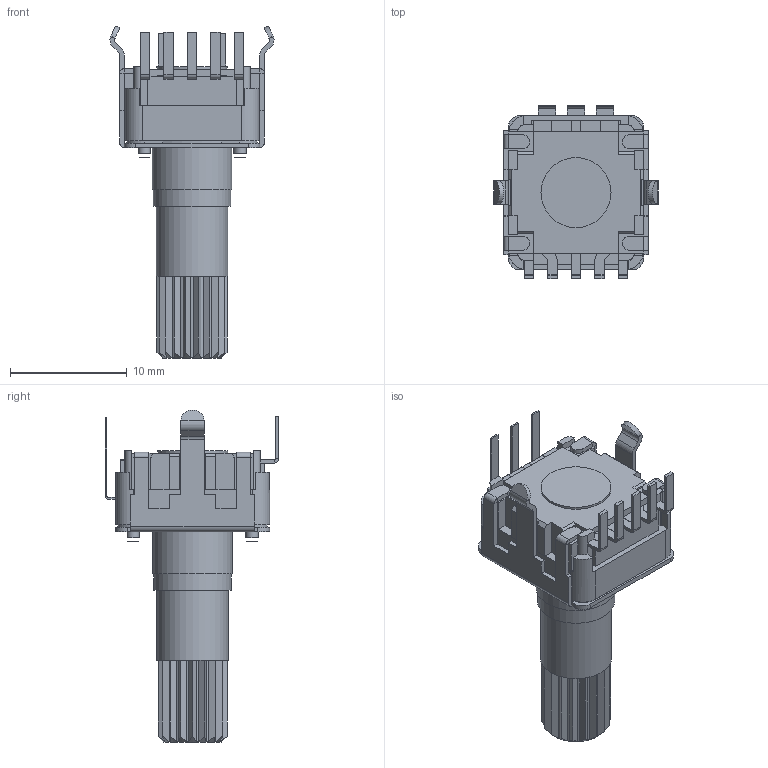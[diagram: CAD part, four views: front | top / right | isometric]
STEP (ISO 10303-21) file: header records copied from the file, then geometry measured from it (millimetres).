
FILE_DESCRIPTION(('CAx-IF Rec.Pracs.---Model Styling and Organization---1.5---2016-08-15','CAx-IF Rec.Pracs.---Geometric and Assembly Validation Properties---4.4---2016-08-17','CAx-IF Rec.Pracs.---User Defined Attributes---1.5---2016-08-15','CAx-IF Rec.Pracs.---External References---2.1---2005-01-19'),'2;1');
FILE_NAME('349133.step','2024-12-29T15:22:42',('Unspecified'),('Unspecified'),'CAD Exchanger 3.10.2 (cadexchanger.com)','Unspecified','');
FILE_SCHEMA(('AUTOMOTIVE_DESIGN { 1 0 10303 214 1 1 1 1 }'));
Length unit declared in the file: millimetre
Products named in the file (1): DC12S24214KM02
Bounding box: 14.05 x 14.89 x 28.44 mm (x, y, z)
Volume: 1253 mm3; surface area: 2481.4 mm2
Topology: 1 solids, 1 shells, 828 faces, 2329 edges, 1496 vertices
Faces by surface type: plane 556, cylinder 201, bspline 64, cone 6, torus 1
Full cylindrical faces by diameter (mm): 0.6 x3, 1.031 x1, 1.067 x1, 1.2 x4, 1.3 x4, 5.5 x1, 6 x2, 6.1 x1, 6.2 x1, 6.4 x3, 6.625 x1, 6.849 x1, 9.2 x1, 10 x1, 10.6 x1, 10.8 x1
Entity records: 34039 total; most frequent: CARTESIAN_POINT 8209, ORIENTED_EDGE 4658, DIRECTION 4105, EDGE_CURVE 2329, LINE 1587, VECTOR 1587, VERTEX_POINT 1496, AXIS2_PLACEMENT_3D 1259
